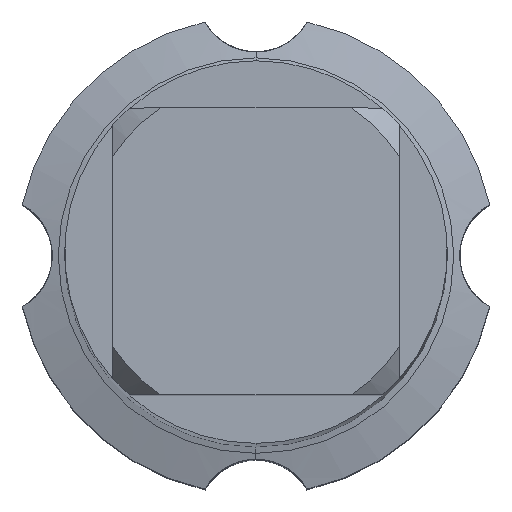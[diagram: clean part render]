
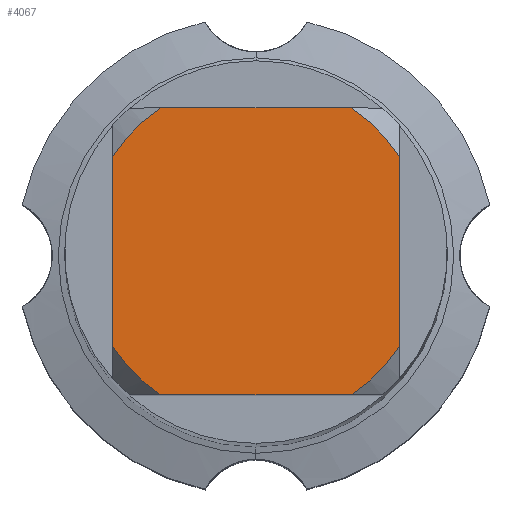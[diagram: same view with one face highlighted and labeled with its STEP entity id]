
A CAD part, top view. The second image highlights one B-rep face of the part: STEP entity #4067.
In plain terms, the highlighted planar face has unit normal (0, 0, 1).
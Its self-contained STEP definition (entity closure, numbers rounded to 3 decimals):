
#2007=EDGE_CURVE('',#2249,#5335,#5954,.T.);
#2243=EDGE_CURVE('',#5779,#5173,#6216,.T.);
#2249=VERTEX_POINT('',#6222);
#2653=EDGE_CURVE('',#2249,#5413,#6664,.T.);
#3171=EDGE_CURVE('',#3531,#5173,#7223,.T.);
#3527=EDGE_CURVE('',#5779,#5413,#7607,.T.);
#3531=VERTEX_POINT('',#7611);
#4067=ADVANCED_FACE('',(#8203),#8204,.T.);
#4561=EDGE_CURVE('',#3531,#5819,#8747,.T.);
#5173=VERTEX_POINT('',#9410);
#5335=VERTEX_POINT('',#9581);
#5413=VERTEX_POINT('',#9667);
#5687=VERTEX_POINT('',#9951);
#5779=VERTEX_POINT('',#10048);
#5819=VERTEX_POINT('',#10091);
#5839=EDGE_CURVE('',#5687,#5819,#10113,.T.);
#5907=EDGE_CURVE('',#5687,#5335,#10188,.T.);
#5954=LINE('',#10272,#10273);
#6216=CIRCLE('',#10791,7.2);
#6222=CARTESIAN_POINT('',(-3.98,-6.0,0.0));
#6664=CIRCLE('',#11765,7.2);
#7223=LINE('',#12914,#12915);
#7607=LINE('',#13718,#13719);
#7611=CARTESIAN_POINT('',(3.98,6.0,0.0));
#8203=FACE_OUTER_BOUND('',#14950,.T.);
#8204=PLANE('',#14951);
#8747=CIRCLE('',#16102,7.2);
#9410=CARTESIAN_POINT('',(-3.98,6.0,0.0));
#9581=CARTESIAN_POINT('',(3.98,-6.0,0.0));
#9667=CARTESIAN_POINT('',(-6.0,-3.98,0.0));
#9951=CARTESIAN_POINT('',(6.0,-3.98,0.0));
#10048=CARTESIAN_POINT('',(-6.0,3.98,0.0));
#10091=CARTESIAN_POINT('',(6.0,3.98,0.0));
#10113=LINE('',#18916,#18917);
#10188=CIRCLE('',#19129,7.2);
#10272=CARTESIAN_POINT('',(0.0,-6.0,0.0));
#10273=VECTOR('',#19166,1.0);
#10791=AXIS2_PLACEMENT_3D('',#19437,#19438,#19439);
#11765=AXIS2_PLACEMENT_3D('',#19860,#19861,#19862);
#12914=CARTESIAN_POINT('',(0.0,6.0,0.0));
#12915=VECTOR('',#20480,1.0);
#13718=CARTESIAN_POINT('',(-6.0,1.8,0.0));
#13719=VECTOR('',#21129,1.0);
#14950=EDGE_LOOP('',(#21782,#21783,#21784,#21785,#21786,#21787,#21788,#21789));
#14951=AXIS2_PLACEMENT_3D('',#21790,#21791,#21792);
#16102=AXIS2_PLACEMENT_3D('',#22480,#22481,#22482);
#18916=CARTESIAN_POINT('',(6.0,1.8,0.0));
#18917=VECTOR('',#23657,1.0);
#19129=AXIS2_PLACEMENT_3D('',#23736,#23737,#23738);
#19166=DIRECTION('',(1.0,0.0,0.0));
#19437=CARTESIAN_POINT('',(0.0,0.0,0.0));
#19438=DIRECTION('',(0.0,0.0,-1.0));
#19439=DIRECTION('',(0.0,1.0,0.0));
#19860=CARTESIAN_POINT('',(0.0,0.0,0.0));
#19861=DIRECTION('',(0.0,0.0,-1.0));
#19862=DIRECTION('',(0.0,1.0,0.0));
#20480=DIRECTION('',(-1.0,0.0,0.0));
#21129=DIRECTION('',(-0.0,-1.0,0.0));
#21782=ORIENTED_EDGE('',*,*,#3527,.T.);
#21783=ORIENTED_EDGE('',*,*,#2653,.F.);
#21784=ORIENTED_EDGE('',*,*,#2007,.T.);
#21785=ORIENTED_EDGE('',*,*,#5907,.F.);
#21786=ORIENTED_EDGE('',*,*,#5839,.T.);
#21787=ORIENTED_EDGE('',*,*,#4561,.F.);
#21788=ORIENTED_EDGE('',*,*,#3171,.T.);
#21789=ORIENTED_EDGE('',*,*,#2243,.F.);
#21790=CARTESIAN_POINT('',(0.0,3.6,0.0));
#21791=DIRECTION('',(-0.0,0.0,1.0));
#21792=DIRECTION('',(0.0,-1.0,0.0));
#22480=CARTESIAN_POINT('',(0.0,0.0,0.0));
#22481=DIRECTION('',(0.0,0.0,-1.0));
#22482=DIRECTION('',(0.0,1.0,0.0));
#23657=DIRECTION('',(-0.0,1.0,0.0));
#23736=CARTESIAN_POINT('',(0.0,0.0,0.0));
#23737=DIRECTION('',(0.0,0.0,-1.0));
#23738=DIRECTION('',(0.0,1.0,0.0));
